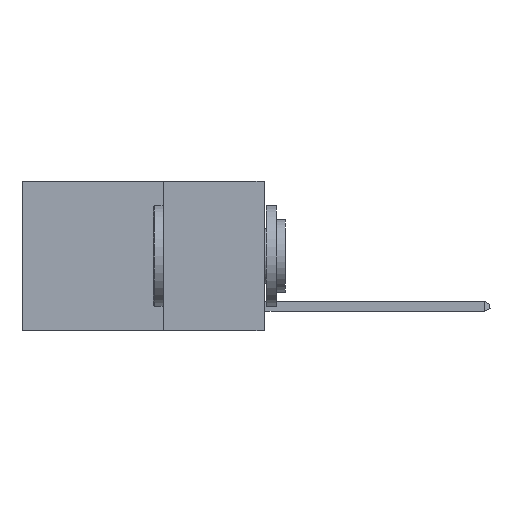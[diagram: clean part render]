
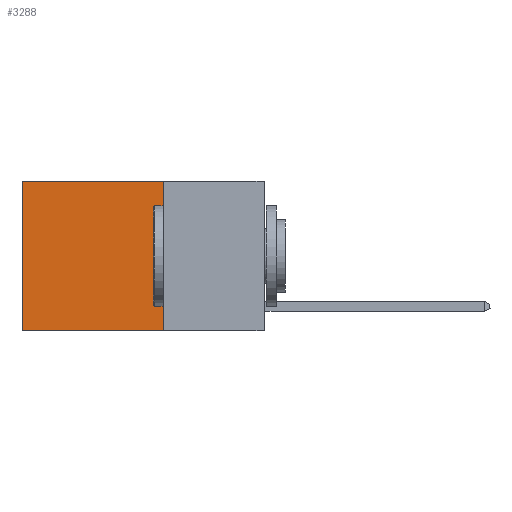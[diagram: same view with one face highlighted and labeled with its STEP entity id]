
A CAD part, left-side view. The second image highlights one B-rep face of the part: STEP entity #3288.
In plain terms, the highlighted planar face has unit normal (-1, 0, 0).
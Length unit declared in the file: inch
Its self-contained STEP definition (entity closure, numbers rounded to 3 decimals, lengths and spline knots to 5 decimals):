
#171 = CARTESIAN_POINT ( 'NONE',  ( 0.2625, 0.25, 0. ) ) ;
#431 = LINE ( 'NONE', #9844, #9586 ) ;
#482 = EDGE_LOOP ( 'NONE', ( #1727, #2314, #1856, #4717 ) ) ;
#1220 = LINE ( 'NONE', #1994, #5002 ) ;
#1393 = DIRECTION ( 'NONE',  ( 0., 0., -1. ) ) ;
#1518 = CARTESIAN_POINT ( 'NONE',  ( 0.2625, 0.6, -0.37 ) ) ;
#1601 = VERTEX_POINT ( 'NONE', #9591 ) ;
#1727 = ORIENTED_EDGE ( 'NONE', *, *, #1812, .T. ) ;
#1812 = EDGE_CURVE ( 'NONE', #7209, #3626, #431, .T. ) ;
#1856 = ORIENTED_EDGE ( 'NONE', *, *, #7037, .F. ) ;
#1994 = CARTESIAN_POINT ( 'NONE',  ( 0.2625, 0.25, -0.37 ) ) ;
#2314 = ORIENTED_EDGE ( 'NONE', *, *, #7595, .F. ) ;
#2880 = DIRECTION ( 'NONE',  ( 0., 0., -1. ) ) ;
#3174 = AXIS2_PLACEMENT_3D ( 'NONE', #171, #8493, #11374 ) ;
#3288 = ADVANCED_FACE ( 'NONE', ( #6446 ), #8435, .F. ) ;
#3626 = VERTEX_POINT ( 'NONE', #1518 ) ;
#4709 = EDGE_CURVE ( 'NONE', #11991, #7209, #7010, .T. ) ;
#4717 = ORIENTED_EDGE ( 'NONE', *, *, #4709, .T. ) ;
#5002 = VECTOR ( 'NONE', #9548, 39.37008 ) ;
#5977 = CARTESIAN_POINT ( 'NONE',  ( 0.2625, 0.25, 0. ) ) ;
#6446 = FACE_OUTER_BOUND ( 'NONE', #482, .T. ) ;
#7010 = LINE ( 'NONE', #5977, #11616 ) ;
#7037 = EDGE_CURVE ( 'NONE', #11991, #1601, #10560, .T. ) ;
#7209 = VERTEX_POINT ( 'NONE', #9748 ) ;
#7595 = EDGE_CURVE ( 'NONE', #1601, #3626, #1220, .T. ) ;
#8123 = VECTOR ( 'NONE', #2880, 39.37008 ) ;
#8435 = PLANE ( 'NONE',  #3174 ) ;
#8493 = DIRECTION ( 'NONE',  ( 1., 0., 0. ) ) ;
#8516 = CARTESIAN_POINT ( 'NONE',  ( 0.2625, 0.25, 0. ) ) ;
#9353 = CARTESIAN_POINT ( 'NONE',  ( 0.2625, 0.25, 0. ) ) ;
#9548 = DIRECTION ( 'NONE',  ( 0., 1., 0. ) ) ;
#9586 = VECTOR ( 'NONE', #1393, 39.37008 ) ;
#9591 = CARTESIAN_POINT ( 'NONE',  ( 0.2625, 0.25, -0.37 ) ) ;
#9613 = DIRECTION ( 'NONE',  ( 0., 1., 0. ) ) ;
#9748 = CARTESIAN_POINT ( 'NONE',  ( 0.2625, 0.6, 0. ) ) ;
#9844 = CARTESIAN_POINT ( 'NONE',  ( 0.2625, 0.6, 0. ) ) ;
#10560 = LINE ( 'NONE', #8516, #8123 ) ;
#11374 = DIRECTION ( 'NONE',  ( 0., 0., -1. ) ) ;
#11616 = VECTOR ( 'NONE', #9613, 39.37008 ) ;
#11991 = VERTEX_POINT ( 'NONE', #9353 ) ;
